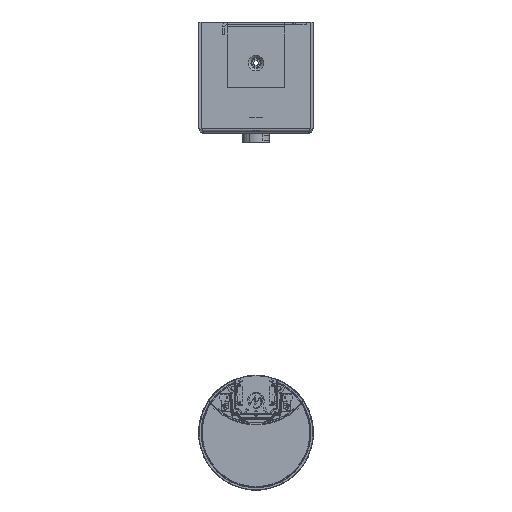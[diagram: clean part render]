
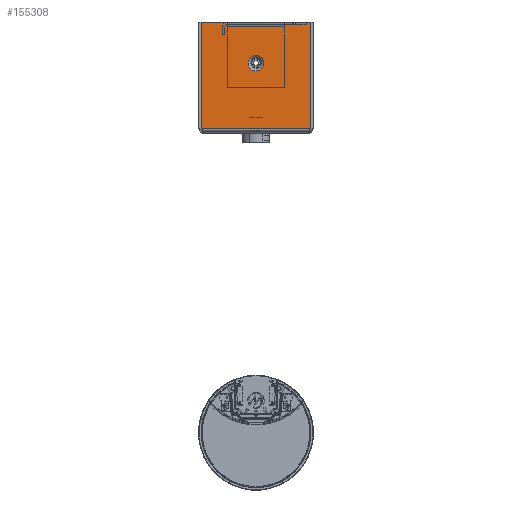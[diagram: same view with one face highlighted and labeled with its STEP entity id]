
A CAD part, front view. The second image highlights one B-rep face of the part: STEP entity #155308.
In plain terms, the highlighted planar face has unit normal (0, -1, 0).
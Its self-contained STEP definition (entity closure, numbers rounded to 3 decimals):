
#4776=FACE_BOUND('',#24637,.T.);
#8857=PLANE('',#168274);
#16199=FACE_OUTER_BOUND('',#24636,.T.);
#24636=EDGE_LOOP('',(#135436,#135437,#135438,#135439));
#24637=EDGE_LOOP('',(#135440,#135441));
#38505=LINE('',#286658,#52189);
#38512=LINE('',#286839,#52196);
#38514=LINE('',#286842,#52198);
#38515=LINE('',#286843,#52199);
#52189=VECTOR('',#207082,10.);
#52196=VECTOR('',#207093,10.);
#52198=VECTOR('',#207097,10.);
#52199=VECTOR('',#207098,10.);
#57904=CIRCLE('',#168257,4.7);
#57905=CIRCLE('',#168258,4.7);
#71812=VERTEX_POINT('',#286396);
#71813=VERTEX_POINT('',#286397);
#71839=VERTEX_POINT('',#286655);
#71840=VERTEX_POINT('',#286657);
#71844=VERTEX_POINT('',#286798);
#71847=VERTEX_POINT('',#286838);
#93071=EDGE_CURVE('',#71812,#71813,#57904,.T.);
#93072=EDGE_CURVE('',#71813,#71812,#57905,.T.);
#93108=EDGE_CURVE('',#71839,#71840,#38505,.T.);
#93121=EDGE_CURVE('',#71847,#71840,#38512,.T.);
#93123=EDGE_CURVE('',#71844,#71847,#38514,.T.);
#93124=EDGE_CURVE('',#71839,#71844,#38515,.T.);
#135436=ORIENTED_EDGE('',*,*,#93123,.T.);
#135437=ORIENTED_EDGE('',*,*,#93121,.T.);
#135438=ORIENTED_EDGE('',*,*,#93108,.F.);
#135439=ORIENTED_EDGE('',*,*,#93124,.T.);
#135440=ORIENTED_EDGE('',*,*,#93071,.T.);
#135441=ORIENTED_EDGE('',*,*,#93072,.T.);
#155308=ADVANCED_FACE('',(#16199,#4776),#8857,.F.);
#168257=AXIS2_PLACEMENT_3D('',#286398,#207027,#207028);
#168258=AXIS2_PLACEMENT_3D('',#286399,#207029,#207030);
#168274=AXIS2_PLACEMENT_3D('',#286841,#207095,#207096);
#207027=DIRECTION('center_axis',(0.,1.,0.));
#207028=DIRECTION('ref_axis',(1.,0.,0.));
#207029=DIRECTION('center_axis',(0.,1.,0.));
#207030=DIRECTION('ref_axis',(1.,0.,0.));
#207082=DIRECTION('',(0.,0.,1.));
#207093=DIRECTION('',(-1.,0.,0.));
#207095=DIRECTION('center_axis',(0.,1.,0.));
#207096=DIRECTION('ref_axis',(0.,0.,
1.));
#207097=DIRECTION('',(0.,0.,1.));
#207098=DIRECTION('',(1.,0.,0.));
#286396=CARTESIAN_POINT('',(4.7,1683.5,225.391));
#286397=CARTESIAN_POINT('',(-4.7,1683.5,225.391));
#286398=CARTESIAN_POINT('Origin',(0.,1683.5,
225.391));
#286399=CARTESIAN_POINT('Origin',(0.,1683.5,
225.391));
#286655=CARTESIAN_POINT('',(-33.4,1683.5,185.391));
#286657=CARTESIAN_POINT('',(-33.4,1683.5,250.391));
#286658=CARTESIAN_POINT('',(-33.4,1683.5,185.391));
#286798=CARTESIAN_POINT('',(33.4,1683.5,185.391));
#286838=CARTESIAN_POINT('',(33.4,1683.5,250.391));
#286839=CARTESIAN_POINT('',(32.439,1683.5,250.391));
#286841=CARTESIAN_POINT('Origin',(5.61,1683.5,217.891));
#286842=CARTESIAN_POINT('',(33.4,1683.5,185.391));
#286843=CARTESIAN_POINT('',(0.,1683.5,185.391));
